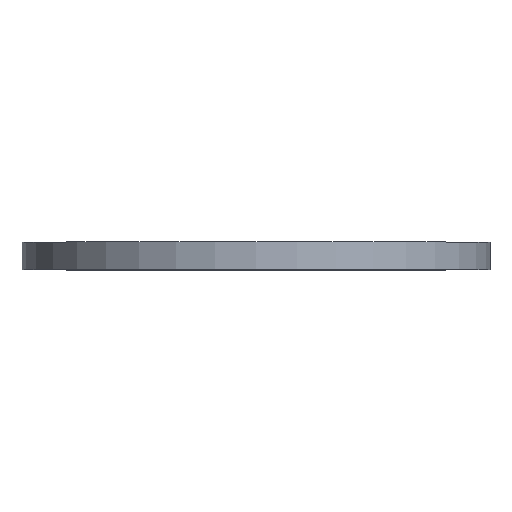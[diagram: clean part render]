
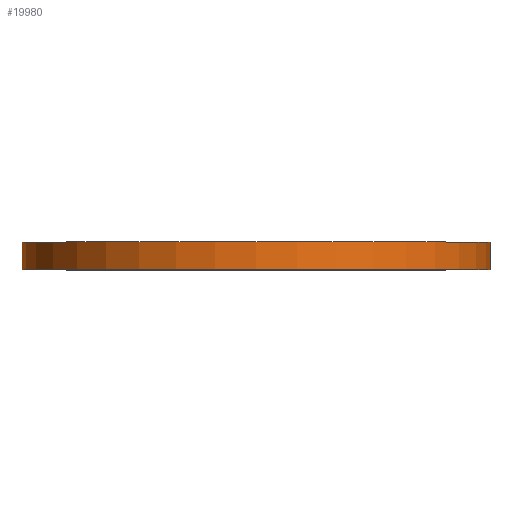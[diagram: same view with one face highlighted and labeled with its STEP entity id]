
A CAD part, top view. The second image highlights one B-rep face of the part: STEP entity #19980.
In plain terms, the highlighted cylindrical face has radius 102 mm (diameter 204 mm), a full revolution.
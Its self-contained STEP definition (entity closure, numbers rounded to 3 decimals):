
#3581=FACE_OUTER_BOUND('',#4798,.T.);
#4798=EDGE_LOOP('',(#18837,#18838,#18839,#18840));
#6383=LINE('',#40136,#7965);
#7965=VECTOR('',#23173,102.);
#8040=CIRCLE('',#20526,102.);
#8041=CIRCLE('',#20527,102.);
#10004=VERTEX_POINT('',#40133);
#10005=VERTEX_POINT('',#40135);
#12949=EDGE_CURVE('',#10004,#10004,#8040,.T.);
#12950=EDGE_CURVE('',#10004,#10005,#6383,.T.);
#12951=EDGE_CURVE('',#10005,#10005,#8041,.T.);
#18837=ORIENTED_EDGE('',*,*,#12949,.F.);
#18838=ORIENTED_EDGE('',*,*,#12950,.T.);
#18839=ORIENTED_EDGE('',*,*,#12951,.F.);
#18840=ORIENTED_EDGE('',*,*,#12950,.F.);
#18881=CYLINDRICAL_SURFACE('',#20525,102.);
#19980=ADVANCED_FACE('',(#3581),#18881,.T.);
#20525=AXIS2_PLACEMENT_3D('',#40132,#23169,#23170);
#20526=AXIS2_PLACEMENT_3D('',#40134,#23171,#23172);
#20527=AXIS2_PLACEMENT_3D('',#40137,#23174,#23175);
#23169=DIRECTION('center_axis',(0.,1.,0.));
#23170=DIRECTION('ref_axis',(1.,0.,0.));
#23171=DIRECTION('center_axis',(0.,1.,0.));
#23172=DIRECTION('ref_axis',(1.,0.,0.));
#23173=DIRECTION('',(0.,-1.,0.));
#23174=DIRECTION('center_axis',(0.,-1.,0.));
#23175=DIRECTION('ref_axis',(1.,0.,0.));
#40132=CARTESIAN_POINT('Origin',(0.,0.,0.));
#40133=CARTESIAN_POINT('',(-102.,12.,0.));
#40134=CARTESIAN_POINT('Origin',(0.,12.,0.));
#40135=CARTESIAN_POINT('',(-102.,0.,0.));
#40136=CARTESIAN_POINT('',(-102.,0.,0.));
#40137=CARTESIAN_POINT('Origin',(0.,0.,0.));
